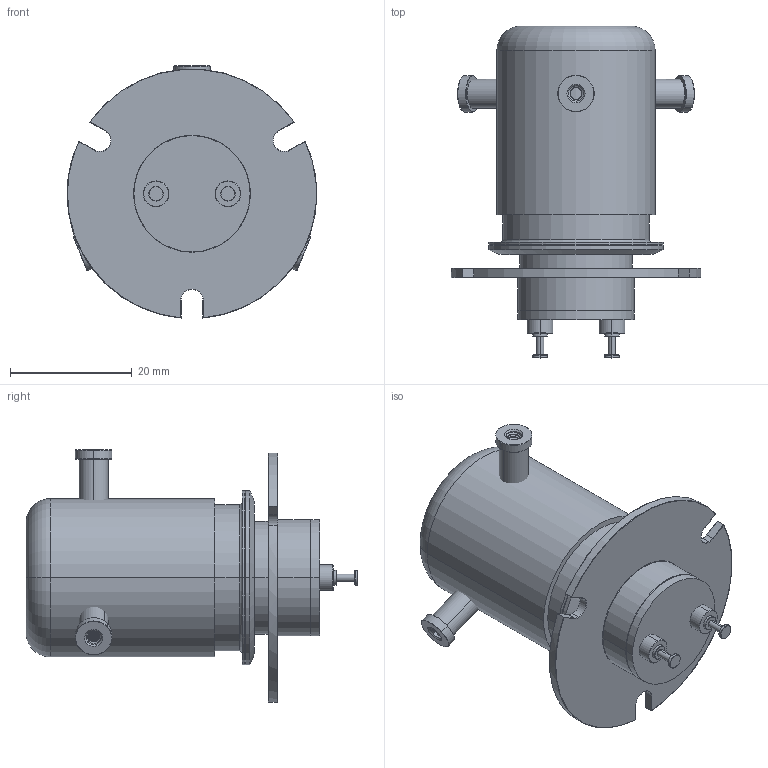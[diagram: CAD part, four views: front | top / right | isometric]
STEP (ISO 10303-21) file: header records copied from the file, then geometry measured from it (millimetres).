
FILE_DESCRIPTION (( 'STEP AP214' ), '1' );
FILE_NAME ('VC-2WF-STEP.STEP', '2025-05-10T03:30:50', ( '' ), ( '' ), 'SwSTEP 2.0', 'SolidWorks 2021', '' );
FILE_SCHEMA (( 'AUTOMOTIVE_DESIGN' ));
Length unit declared in the file: millimetre
Products named in the file (6): sw2.STEP; VC-2WF-STEP.STEP; sw3.STEP; VC-2WF-STEP; sw2-1.STEP; sw1.STEP
Assembly tree (7 placements, depth 3):
  VC-2WF-STEP
    VC-2WF-STEP.STEP
      sw1.STEP
      sw2.STEP  x2
      sw2-1.STEP
      sw3.STEP  x2
Bounding box: 41 x 54.5 x 41.42 mm (x, y, z)
Volume: 25006.1 mm3; surface area: 8516.3 mm2
Topology: 6 solids, 6 shells, 278 faces, 658 edges, 403 vertices
Faces by surface type: cylinder 147, cone 71, plane 47, bspline 9, torus 4
Entity records: 10134 total; most frequent: CARTESIAN_POINT 5423, ORIENTED_EDGE 962, DIRECTION 902, EDGE_CURVE 481, AXIS2_PLACEMENT_3D 354, VERTEX_POINT 295, EDGE_LOOP 218, FACE_OUTER_BOUND 206
